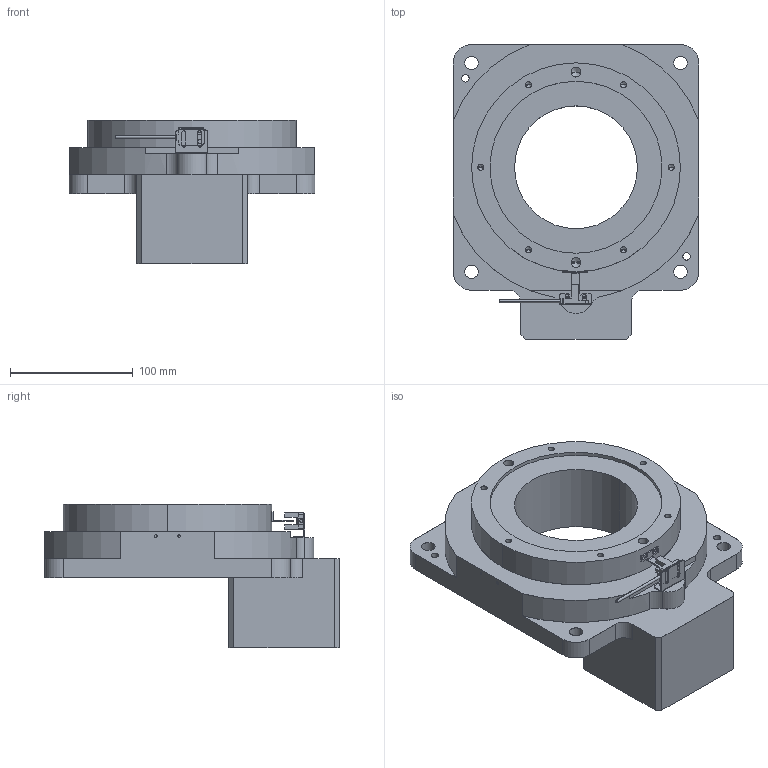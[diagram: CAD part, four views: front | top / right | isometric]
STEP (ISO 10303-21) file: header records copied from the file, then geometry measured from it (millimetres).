
FILE_DESCRIPTION (( 'STEP AP214' ), '1' );
FILE_NAME ('KTN200-10K-14-69.6-73-M6(86²½½ø).STEP', '2022-10-08T02:36:29', ( '' ), ( '' ), 'SwSTEP 2.0', 'SolidWorks 2020', '' );
FILE_SCHEMA (( 'AUTOMOTIVE_DESIGN' ));
Length unit declared in the file: millimetre
Products named in the file (5): KTN200-10K-14-69.6-73-M6(86祭輛); 覜茼え2; SX674; 覜茼ん盓殤
Assembly tree (4 placements, depth 2):
  KTN200-10K-14-69.6-73-M6(86祭輛)
    KTN200-10K-14-69.6-73-M6(86祭輛)
    SX674
    覜茼え2
    覜茼ん盓殤
Bounding box: 200 x 240 x 117 mm (x, y, z)
Volume: 3683694.6 mm3; surface area: 325653.5 mm2
Topology: 5 solids, 7 shells, 382 faces, 1007 edges, 614 vertices
Faces by surface type: cylinder 178, plane 136, cone 68
Entity records: 11705 total; most frequent: DIRECTION 2079, CARTESIAN_POINT 1942, ORIENTED_EDGE 1878, EDGE_CURVE 939, AXIS2_PLACEMENT_3D 751, VERTEX_POINT 614, VECTOR 577, LINE 577
